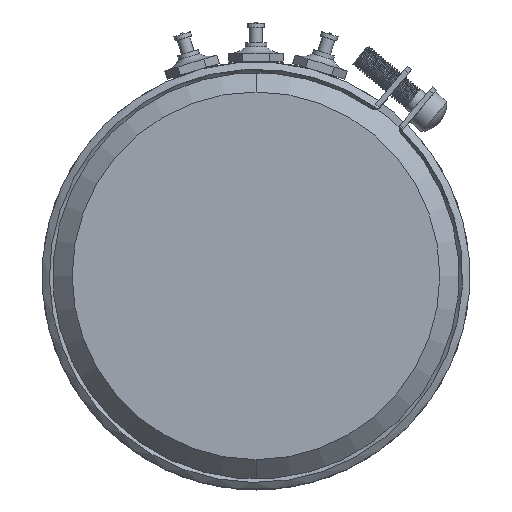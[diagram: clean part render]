
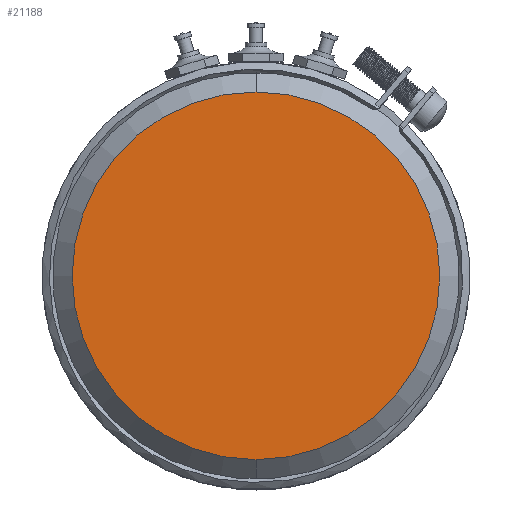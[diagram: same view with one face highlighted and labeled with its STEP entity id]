
A CAD part, top view. The second image highlights one B-rep face of the part: STEP entity #21188.
In plain terms, the highlighted planar face has unit normal (0, 0, 1).
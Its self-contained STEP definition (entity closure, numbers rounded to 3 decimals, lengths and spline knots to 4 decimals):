
#6549=CARTESIAN_POINT('',(0.,0.,0.17));
#6550=DIRECTION('',(0.,0.,1.));
#6551=DIRECTION('',(0.,1.,0.));
#6552=AXIS2_PLACEMENT_3D('',#6549,#6550,#6551);
#6554=CARTESIAN_POINT('',(0.,0.,0.17));
#6555=DIRECTION('',(0.,0.,-1.));
#6556=DIRECTION('',(0.,1.,0.));
#6557=AXIS2_PLACEMENT_3D('',#6554,#6555,#6556);
#13927=CARTESIAN_POINT('',(0.,0.855,0.17));
#13929=VERTEX_POINT('',#13927);
#13931=CARTESIAN_POINT('',(0.,-0.855,0.17));
#13933=VERTEX_POINT('',#13931);
#21179=CARTESIAN_POINT('',(0.,0.,0.17));
#21180=DIRECTION('',(0.,0.,-1.));
#21181=DIRECTION('',(0.,-1.,0.));
#21182=AXIS2_PLACEMENT_3D('',#21179,#21180,#21181);
#21183=PLANE('',#21182);
#21184=ORIENTED_EDGE('',*,*,#21172,.F.);
#21185=ORIENTED_EDGE('',*,*,#21161,.T.);
#21186=EDGE_LOOP('',(#21184,#21185));
#21187=FACE_OUTER_BOUND('',#21186,.F.);
#21188=ADVANCED_FACE('',(#21187),#21183,.F.);
#6553=CIRCLE('',#6552,0.855);
#6558=CIRCLE('',#6557,0.855);
#21161=EDGE_CURVE('',#13929,#13933,#6558,.T.);
#21172=EDGE_CURVE('',#13929,#13933,#6553,.T.);
